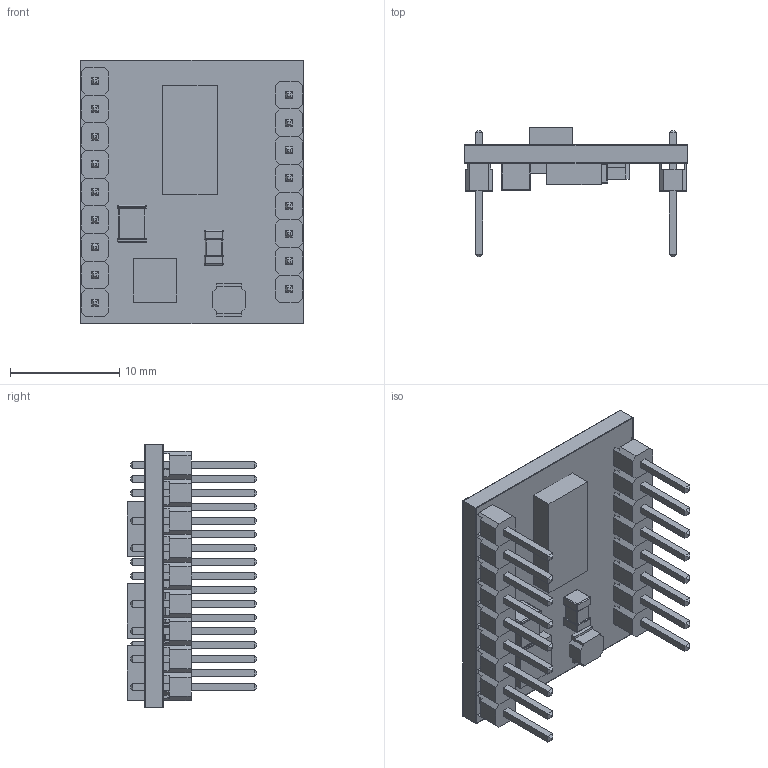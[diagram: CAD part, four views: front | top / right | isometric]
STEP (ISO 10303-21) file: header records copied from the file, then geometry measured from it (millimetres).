
FILE_DESCRIPTION((''),'2;1');
FILE_NAME('DEC_24-2_MODULE_ASM','2015-03-31T',('mmagmma'),(''),'PRO/ENGINEER BY PARAMETRIC TECHNOLOGY CORPORATION, 2013130','PRO/ENGINEER BY PARAMETRIC TECHNOLOGY CORPORATION, 2013130','');
FILE_SCHEMA(('CONFIG_CONTROL_DESIGN','SHAPE_APPEARANCE_LAYERS_GROUPS'));
Length unit declared in the file: millimetre
Products named in the file (13): DEC_24-2_MODULE_PCB; CAP_C3225; IC_5X10X2; IC_4X4X1; DEC_24-2_MODULE_PCB_SI-T; DEC_24-2_MODULE_PCB_SI-B; STIFTLEISTE_1X1_K; STIFTLEISTE_STIFT; STIFTLEISTE_1X1_ASM; IC_SO-08; DROSSEL_3X3X1-5; CAP_C3216; DEC_24-2_MODULE_ASM
Assembly tree (30 placements, depth 3):
  DEC_24-2_MODULE_ASM
    DEC_24-2_MODULE_PCB
    CAP_C3225
    IC_5X10X2
    IC_4X4X1
    DEC_24-2_MODULE_PCB_SI-T
    DEC_24-2_MODULE_PCB_SI-B
    STIFTLEISTE_1X1_ASM  x17
      STIFTLEISTE_1X1_K
      STIFTLEISTE_STIFT
    IC_SO-08  x3
    DROSSEL_3X3X1-5
    CAP_C3216
Bounding box: 20.38 x 11.84 x 24.2 mm (x, y, z)
Volume: 1352.8 mm3; surface area: 4760.8 mm2
Topology: 59 solids, 59 shells, 2075 faces, 5521 edges, 3598 vertices
Faces by surface type: plane 1809, cylinder 234, bspline 16, sphere 16
Entity records: 65107 total; most frequent: CARTESIAN_POINT 10811, ORIENTED_EDGE 8562, DIRECTION 7749, PRESENTATION_STYLE_ASSIGNMENT 4400, STYLED_ITEM 4384, EDGE_CURVE 4281, CURVE_STYLE 4269, VECTOR 3813
